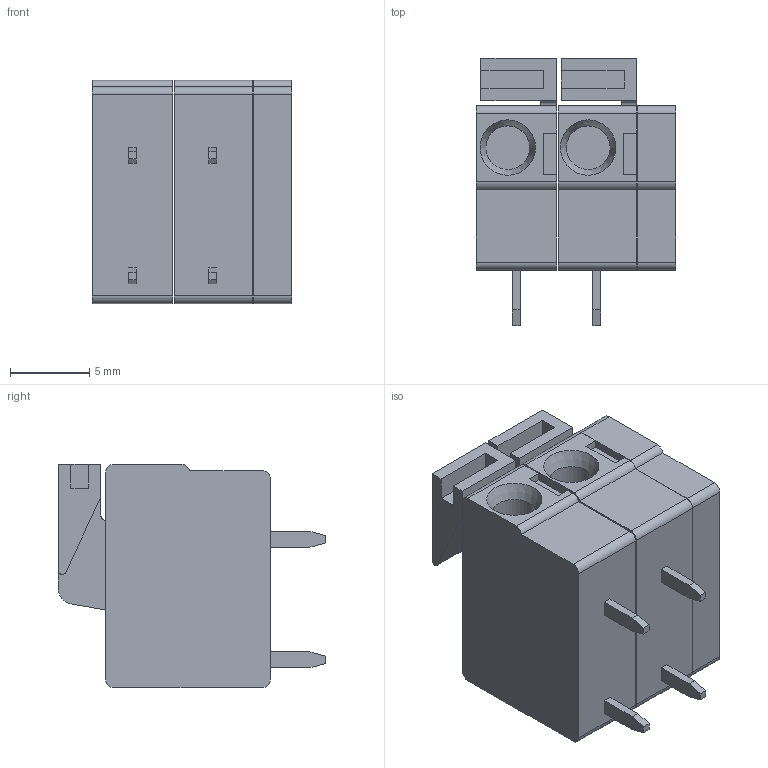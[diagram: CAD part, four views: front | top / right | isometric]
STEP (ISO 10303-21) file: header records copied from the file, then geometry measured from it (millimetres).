
FILE_DESCRIPTION(/* description */ ('STEP AP214'),/* implementation_level */ '2;1');
FILE_NAME(/* name */ 'DG142R-2-5.08.stp',/* time_stamp */ '2021-04-27T10:41:14+03:00',/* author */ ('Aleks'),/* organization */ (''),/* preprocessor_version */ 'ST-DEVELOPER v18.1',/* originating_system */ 'Autodesk Inventor 2021',/* authorisation */ '');
FILE_SCHEMA (('AUTOMOTIVE_DESIGN { 1 0 10303 214 3 1 1 }'));
Length unit declared in the file: millimetre
Products named in the file (1): DG142R-2-5.08
Bounding box: 12.62 x 16.9 x 14.1 mm (x, y, z)
Volume: 1805.1 mm3; surface area: 1982.9 mm2
Topology: 9 solids, 9 shells, 124 faces, 316 edges, 212 vertices
Faces by surface type: plane 99, cylinder 23, cone 2
Full cylindrical faces by diameter (mm): 2.772 x2
Entity records: 3814 total; most frequent: CARTESIAN_POINT 653, ORIENTED_EDGE 632, DIRECTION 620, EDGE_CURVE 316, LINE 262, VECTOR 262, VERTEX_POINT 212, AXIS2_PLACEMENT_3D 179
